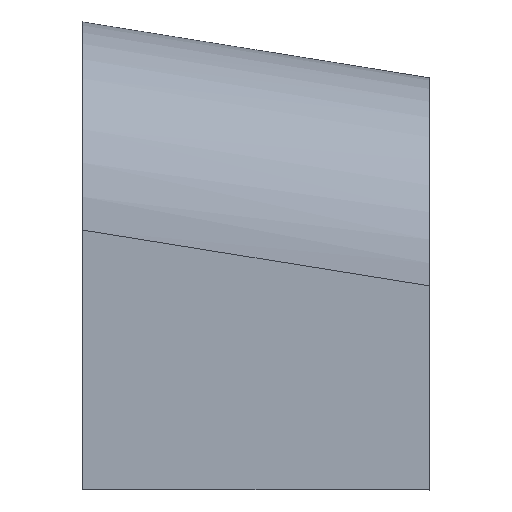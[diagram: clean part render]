
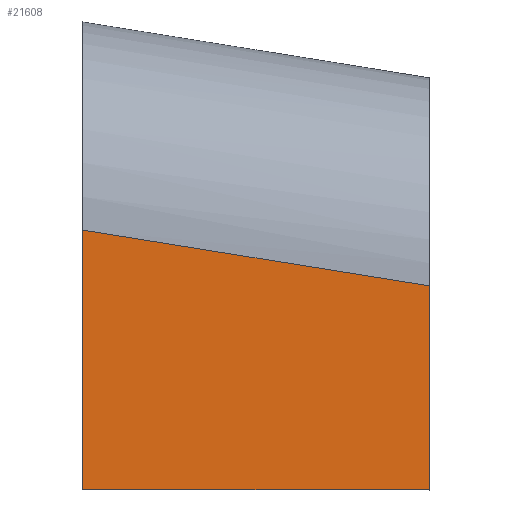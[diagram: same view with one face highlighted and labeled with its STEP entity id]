
A CAD part, left-side view. The second image highlights one B-rep face of the part: STEP entity #21608.
In plain terms, the highlighted planar face has unit normal (-1, -0.016, 0).
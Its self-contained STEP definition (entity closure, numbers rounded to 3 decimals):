
#234 = ORIENTED_EDGE ( 'NONE', *, *, #20014, .F. ) ;
#452 = AXIS2_PLACEMENT_3D ( 'NONE', #12714, #9459, #7711 ) ;
#460 = ORIENTED_EDGE ( 'NONE', *, *, #18596, .F. ) ;
#521 = DIRECTION ( 'NONE',  ( 0., 0., -1. ) ) ;
#842 = EDGE_CURVE ( 'NONE', #7119, #21962, #7315, .T. ) ;
#2140 = ORIENTED_EDGE ( 'NONE', *, *, #20885, .T. ) ;
#3603 = CARTESIAN_POINT ( 'NONE',  ( -849.779, -13.706, -375. ) ) ;
#3719 = DIRECTION ( 'NONE',  ( -0.016, 1., 0. ) ) ;
#5741 = PLANE ( 'NONE',  #452 ) ;
#6130 = EDGE_LOOP ( 'NONE', ( #234, #2140, #460, #21914 ) ) ;
#6309 = B_SPLINE_CURVE_WITH_KNOTS ( 'NONE', 3,
 ( #7845, #16673, #14937, #7386 ),
 .UNSPECIFIED., .F., .F.,
 ( 4, 4 ),
 ( 0., 1. ),
 .UNSPECIFIED. ) ;
#6646 = CARTESIAN_POINT ( 'NONE',  ( -850., 0., -375. ) ) ;
#7119 = VERTEX_POINT ( 'NONE', #20912 ) ;
#7122 = VECTOR ( 'NONE', #521, 1000. ) ;
#7268 = LINE ( 'NONE', #16446, #7122 ) ;
#7315 = LINE ( 'NONE', #3603, #20084 ) ;
#7386 = CARTESIAN_POINT ( 'NONE',  ( -850., 0., 41.594 ) ) ;
#7711 = DIRECTION ( 'NONE',  ( 0.016, -1., 0. ) ) ;
#7845 = CARTESIAN_POINT ( 'NONE',  ( -850., 0., -375. ) ) ;
#8152 = CARTESIAN_POINT ( 'NONE',  ( -850., 0., 41.594 ) ) ;
#9459 = DIRECTION ( 'NONE',  ( -1., -0.016, 0. ) ) ;
#10548 = DIRECTION ( 'NONE',  ( -0.016, 0.987, 0.159 ) ) ;
#11611 = VECTOR ( 'NONE', #10548, 1000. ) ;
#12714 = CARTESIAN_POINT ( 'NONE',  ( -849.779, -13.706, 0. ) ) ;
#12981 = VERTEX_POINT ( 'NONE', #16585 ) ;
#14937 = CARTESIAN_POINT ( 'NONE',  ( -850., 0., -97.271 ) ) ;
#16446 = CARTESIAN_POINT ( 'NONE',  ( -841.048, -555., 0. ) ) ;
#16585 = CARTESIAN_POINT ( 'NONE',  ( -841.048, -555., -47.923 ) ) ;
#16673 = CARTESIAN_POINT ( 'NONE',  ( -850., 0., -236.135 ) ) ;
#16772 = VERTEX_POINT ( 'NONE', #8152 ) ;
#18596 = EDGE_CURVE ( 'NONE', #21962, #16772, #6309, .T. ) ;
#20014 = EDGE_CURVE ( 'NONE', #12981, #7119, #7268, .T. ) ;
#20084 = VECTOR ( 'NONE', #3719, 1000. ) ;
#20885 = EDGE_CURVE ( 'NONE', #12981, #16772, #21572, .T. ) ;
#20912 = CARTESIAN_POINT ( 'NONE',  ( -841.048, -555., -375. ) ) ;
#21109 = CARTESIAN_POINT ( 'NONE',  ( -849.679, -19.896, 38.385 ) ) ;
#21549 = FACE_OUTER_BOUND ( 'NONE', #6130, .T. ) ;
#21572 = LINE ( 'NONE', #21109, #11611 ) ;
#21608 = ADVANCED_FACE ( 'NONE', ( #21549 ), #5741, .T. ) ;
#21914 = ORIENTED_EDGE ( 'NONE', *, *, #842, .F. ) ;
#21962 = VERTEX_POINT ( 'NONE', #6646 ) ;
